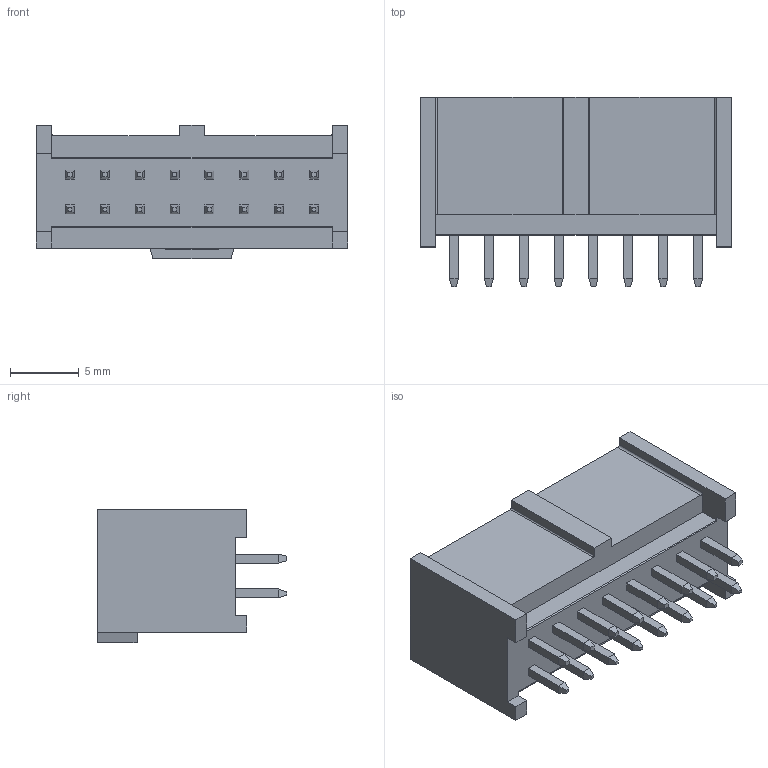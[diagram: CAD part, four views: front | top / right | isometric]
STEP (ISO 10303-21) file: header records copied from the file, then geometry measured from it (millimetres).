
FILE_DESCRIPTION((''),'2;1');
FILE_NAME('901301216','2018-10-31T',('gga'),(''),'PRO/ENGINEER BY PARAMETRIC TECHNOLOGY CORPORATION, 2016010','PRO/ENGINEER BY PARAMETRIC TECHNOLOGY CORPORATION, 2016010','');
FILE_SCHEMA(('CONFIG_CONTROL_DESIGN'));
Length unit declared in the file: millimetre
Products named in the file (1): 901301216
Bounding box: 22.66 x 13.8 x 9.75 mm (x, y, z)
Volume: 867.2 mm3; surface area: 1874.2 mm2
Topology: 1 solids, 1 shells, 345 faces, 836 edges, 524 vertices
Faces by surface type: plane 341, cylinder 4
Entity records: 9741 total; most frequent: CARTESIAN_POINT 1674, ORIENTED_EDGE 1608, DIRECTION 1568, EDGE_CURVE 804, VECTOR 796, LINE 796, VERTEX_POINT 492, AXIS2_PLACEMENT_3D 386
